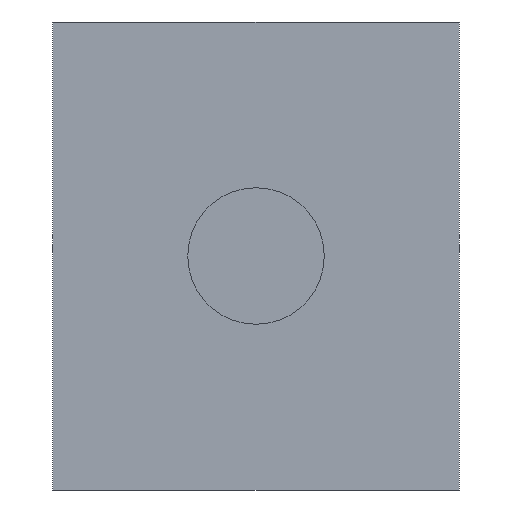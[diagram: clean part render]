
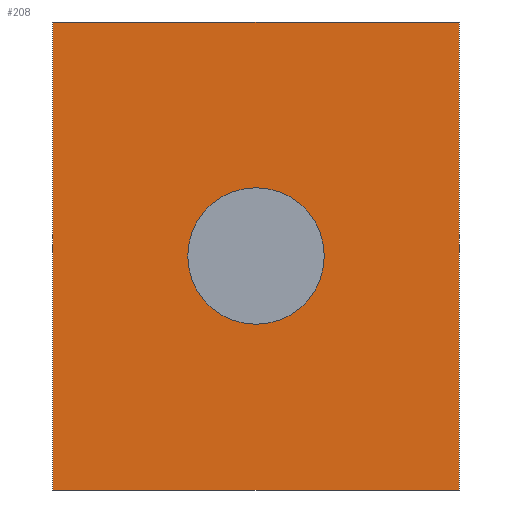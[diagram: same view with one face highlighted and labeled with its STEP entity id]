
A CAD part, front view. The second image highlights one B-rep face of the part: STEP entity #208.
In plain terms, the highlighted planar face has unit normal (0, -1, 0).
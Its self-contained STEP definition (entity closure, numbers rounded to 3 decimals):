
#34=FACE_BOUND('',#61,.T.);
#38=CIRCLE('',#250,1.1);
#46=FACE_OUTER_BOUND('',#60,.T.);
#60=EDGE_LOOP('',(#150,#151,#152,#153));
#61=EDGE_LOOP('',(#154));
#78=LINE('',#349,#94);
#79=LINE('',#351,#95);
#80=LINE('',#353,#96);
#81=LINE('',#354,#97);
#94=VECTOR('',#280,10.);
#95=VECTOR('',#281,10.);
#96=VECTOR('',#282,10.);
#97=VECTOR('',#283,10.);
#110=VERTEX_POINT('',#347);
#111=VERTEX_POINT('',#348);
#112=VERTEX_POINT('',#350);
#113=VERTEX_POINT('',#352);
#114=VERTEX_POINT('',#355);
#126=EDGE_CURVE('',#110,#111,#78,.T.);
#127=EDGE_CURVE('',#111,#112,#79,.T.);
#128=EDGE_CURVE('',#112,#113,#80,.T.);
#129=EDGE_CURVE('',#113,#110,#81,.T.);
#130=EDGE_CURVE('',#114,#114,#38,.T.);
#150=ORIENTED_EDGE('',*,*,#126,.T.);
#151=ORIENTED_EDGE('',*,*,#127,.T.);
#152=ORIENTED_EDGE('',*,*,#128,.T.);
#153=ORIENTED_EDGE('',*,*,#129,.T.);
#154=ORIENTED_EDGE('',*,*,#130,.T.);
#198=PLANE('',#249);
#208=ADVANCED_FACE('',(#46,#34),#198,.F.);
#249=AXIS2_PLACEMENT_3D('',#346,#278,#279);
#250=AXIS2_PLACEMENT_3D('',#356,#284,#285);
#278=DIRECTION('center_axis',(0.,1.,0.));
#279=DIRECTION('ref_axis',(1.,0.,0.));
#280=DIRECTION('',(1.,0.,0.));
#281=DIRECTION('',(0.,0.,1.));
#282=DIRECTION('',(-1.,0.,0.));
#283=DIRECTION('',(0.,0.,-1.));
#284=DIRECTION('center_axis',(0.,1.,0.));
#285=DIRECTION('ref_axis',(1.,0.,0.));
#346=CARTESIAN_POINT('Origin',(0.,-11.425,0.));
#347=CARTESIAN_POINT('',(-7.45,-11.425,-8.575));
#348=CARTESIAN_POINT('',(7.45,-11.425,-8.575));
#349=CARTESIAN_POINT('',(-7.45,-11.425,-8.575));
#350=CARTESIAN_POINT('',(7.45,-11.425,8.575));
#351=CARTESIAN_POINT('',(7.45,-11.425,-8.575));
#352=CARTESIAN_POINT('',(-7.45,-11.425,8.575));
#353=CARTESIAN_POINT('',(7.45,-11.425,8.575));
#354=CARTESIAN_POINT('',(-7.45,-11.425,8.575));
#355=CARTESIAN_POINT('',(-1.1,-11.425,0.));
#356=CARTESIAN_POINT('Origin',(0.,-11.425,0.));
